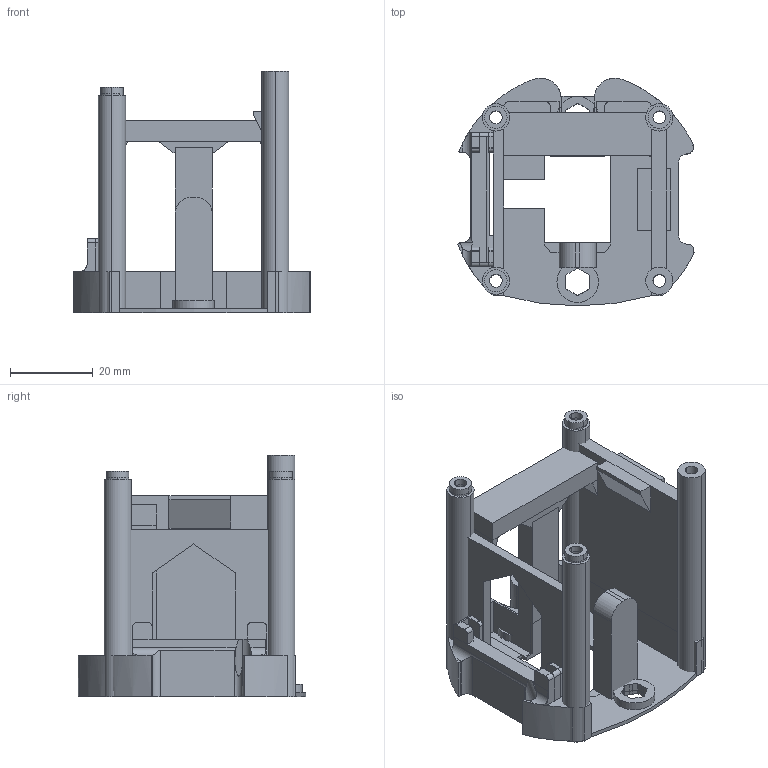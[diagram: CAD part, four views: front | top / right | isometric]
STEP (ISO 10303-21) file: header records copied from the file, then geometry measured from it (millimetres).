
FILE_DESCRIPTION(/* description */ ('VariCAD 2023-2.03 AP-214'),/* implementation_level */ '2;1');
FILE_NAME(/* name */ 'btdmck.stp',/* time_stamp */ '2023-06-18T19:39:36+01:00',/* author */ (''),/* organization */ (''),/* preprocessor_version */ 'VariCAD 2023-2.03',/* originating_system */ 'VariCAD 2023-2.03; kernel version (20180118)',/* authorisation */ '');
FILE_SCHEMA(('AUTOMOTIVE_DESIGN'));
Length unit declared in the file: millimetre
Products named in the file (8): btdmck
Assembly tree (7 placements, depth 2):
  btdmck
    (unnamed)
    (unnamed)
    (unnamed)
    (unnamed)
    (unnamed)
    (unnamed)
    (unnamed)
Bounding box: 57.19 x 55.09 x 58.5 mm (x, y, z)
Volume: 28758.3 mm3; surface area: 27023.2 mm2
Topology: 7 solids, 7 shells, 358 faces, 999 edges, 650 vertices
Faces by surface type: plane 258, cylinder 94, torus 6
Entity records: 11976 total; most frequent: CARTESIAN_POINT 2325, ORIENTED_EDGE 1998, DIRECTION 1940, EDGE_CURVE 999, LINE 768, VECTOR 768, VERTEX_POINT 650, AXIS2_PLACEMENT_3D 586
